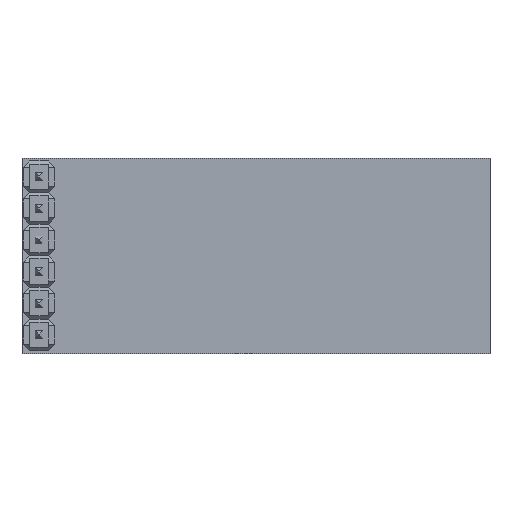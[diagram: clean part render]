
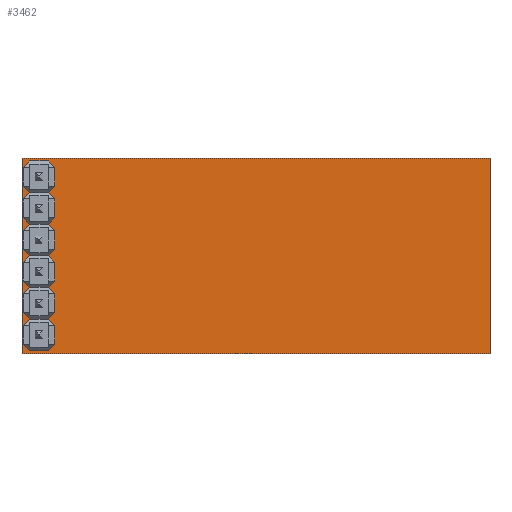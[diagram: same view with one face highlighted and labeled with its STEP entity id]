
A CAD part, front view. The second image highlights one B-rep face of the part: STEP entity #3462.
In plain terms, the highlighted planar face has unit normal (0, -1, 0).
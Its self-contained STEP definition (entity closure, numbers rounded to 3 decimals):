
#3462=ADVANCED_FACE('NONE',(#9234),#9235,.F.);
#5048=EDGE_CURVE('NONE',#11633,#11626,#11636,.T.);
#5648=EDGE_CURVE('NONE',#12467,#11633,#12470,.T.);
#5670=EDGE_CURVE('NONE',#12499,#12467,#12500,.T.);
#5672=EDGE_CURVE('NONE',#11626,#12499,#12502,.T.);
#9234=FACE_OUTER_BOUND('',#16823,.T.);
#9235=PLANE('',#16824);
#11626=VERTEX_POINT('NONE',#19971);
#11633=VERTEX_POINT('NONE',#19982);
#11636=LINE('',#19987,#19988);
#12467=VERTEX_POINT('NONE',#21393);
#12470=LINE('',#21398,#21399);
#12499=VERTEX_POINT('NONE',#21449);
#12500=LINE('',#21450,#21451);
#12502=LINE('',#21454,#21455);
#16823=EDGE_LOOP('',(#29145,#29146,#29147,#29148));
#16824=AXIS2_PLACEMENT_3D('',#29149,#29150,#29151);
#19971=CARTESIAN_POINT('',(37.6,-1.5,-7.85));
#19982=CARTESIAN_POINT('',(37.6,-1.5,7.85));
#19987=CARTESIAN_POINT('',(37.6,-1.5,-7.85));
#19988=VECTOR('',#33342,1.0);
#21393=CARTESIAN_POINT('',(0.,-1.5,7.85));
#21398=CARTESIAN_POINT('',(0.,-1.5,7.85));
#21399=VECTOR('',#33688,1.0);
#21449=CARTESIAN_POINT('',(0.,-1.5,-7.85));
#21450=CARTESIAN_POINT('',(0.,-1.5,-7.85));
#21451=VECTOR('',#33699,1.0);
#21454=CARTESIAN_POINT('',(0.,-1.5,-7.85));
#21455=VECTOR('',#33700,1.0);
#29145=ORIENTED_EDGE('',*,*,#5670,.F.);
#29146=ORIENTED_EDGE('',*,*,#5672,.F.);
#29147=ORIENTED_EDGE('',*,*,#5048,.F.);
#29148=ORIENTED_EDGE('',*,*,#5648,.F.);
#29149=CARTESIAN_POINT('',(0.0,-1.5,0.0));
#29150=DIRECTION('',(-0.0,1.0,0.0));
#29151=DIRECTION('',(1.0,0.0,0.0));
#33342=DIRECTION('',(0.0,0.0,-1.0));
#33688=DIRECTION('',(1.0,0.0,0.0));
#33699=DIRECTION('',(0.,0.0,1.0));
#33700=DIRECTION('',(-1.0,0.0,0.0));
